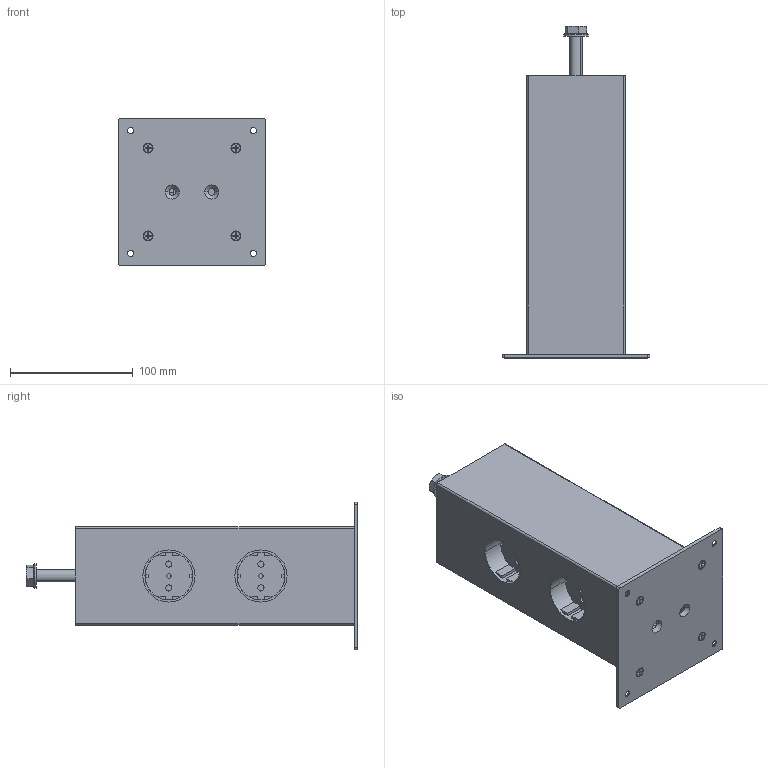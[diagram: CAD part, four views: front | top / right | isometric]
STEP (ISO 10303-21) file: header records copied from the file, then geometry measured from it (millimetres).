
FILE_DESCRIPTION(('STEP AP214'),'1');
FILE_NAME('3023045 Rhodos 2 H230.stp','2025-10-08T10:07:23',(' '),(' '),'Spatial InterOp 3D',' ',' ');
FILE_SCHEMA(('AUTOMOTIVE_DESIGN { 1 0 10303 214 1 1 1 1 }'));
Length unit declared in the file: millimetre
Products named in the file (1): Barkonsole Jumbo Power Station m. Deckel|Blech f__r Steckdose kpl#Blech f_r Steckdose kpl|Steckdose#Steckdose;Steckdose
Bounding box: 120 x 270.4 x 120 mm (x, y, z)
Volume: 290484.7 mm3; surface area: 287761.1 mm2
Topology: 32 solids, 32 shells, 1188 faces, 3096 edges, 1980 vertices
Faces by surface type: plane 534, cylinder 394, cone 182, bspline 44, torus 34
Entity records: 217036 total; most frequent: CARTESIAN_POINT 186358, ORIENTED_EDGE 6128, DIRECTION 5562, EDGE_CURVE 3064, AXIS2_PLACEMENT_3D 1980, VERTEX_POINT 1980, LINE 1602, VECTOR 1602
